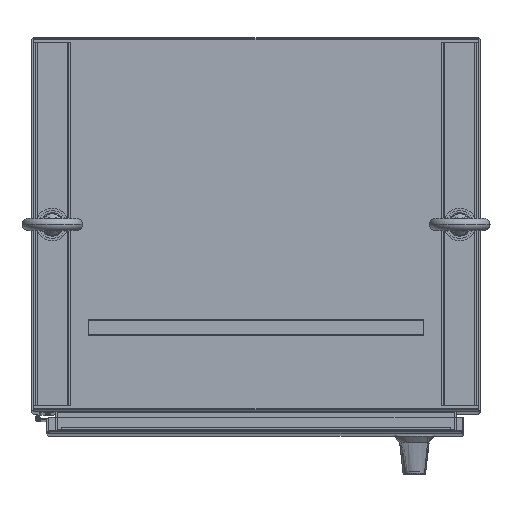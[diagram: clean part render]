
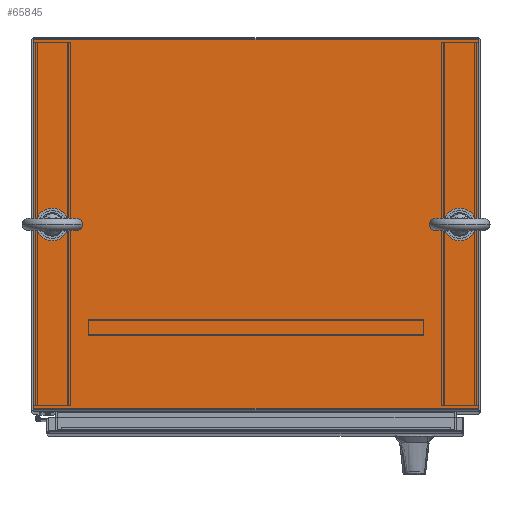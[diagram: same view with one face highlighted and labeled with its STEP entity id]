
A CAD part, top view. The second image highlights one B-rep face of the part: STEP entity #65845.
In plain terms, the highlighted planar face has unit normal (0, 0, 1).
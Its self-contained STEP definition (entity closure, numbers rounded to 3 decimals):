
#1057 = EDGE_CURVE ( 'NONE', #73792, #16629, #89308, .T. ) ;
#1179 = ORIENTED_EDGE ( 'NONE', *, *, #91959, .T. ) ;
#2083 = CARTESIAN_POINT ( 'NONE',  ( -2.31, -7.968, 90.06 ) ) ;
#2093 = DIRECTION ( 'NONE',  ( 1., 0., 0. ) ) ;
#8202 = PLANE ( 'NONE',  #91740 ) ;
#9080 = DIRECTION ( 'NONE',  ( 1., 0., 0. ) ) ;
#10355 = CARTESIAN_POINT ( 'NONE',  ( -24.18, -7.968, 90.06 ) ) ;
#12128 = AXIS2_PLACEMENT_3D ( 'NONE', #53028, #45804, #9080 ) ;
#12695 = DIRECTION ( 'NONE',  ( 1., 0., 0. ) ) ;
#14756 = CARTESIAN_POINT ( 'NONE',  ( -24.805, -17.857, 90.06 ) ) ;
#16629 = VERTEX_POINT ( 'NONE', #68773 ) ;
#17373 = DIRECTION ( 'NONE',  ( -1., 0., 0. ) ) ;
#18198 = CARTESIAN_POINT ( 'NONE',  ( -24.805, 2., 90.06 ) ) ;
#21052 = ORIENTED_EDGE ( 'NONE', *, *, #80972, .T. ) ;
#22592 = CARTESIAN_POINT ( 'NONE',  ( -24.805, -18., 90.06 ) ) ;
#22913 = VECTOR ( 'NONE', #46289, 39.37 ) ;
#23463 = ORIENTED_EDGE ( 'NONE', *, *, #1057, .T. ) ;
#24016 = CIRCLE ( 'NONE', #65643, 0.375 ) ;
#24584 = AXIS2_PLACEMENT_3D ( 'NONE', #37075, #90934, #2093 ) ;
#27310 = CARTESIAN_POINT ( 'NONE',  ( -1.935, -7.968, 90.06 ) ) ;
#28454 = DIRECTION ( 'NONE',  ( 0., 1., 0. ) ) ;
#28644 = CARTESIAN_POINT ( 'NONE',  ( -23.43, -7.968, 90.06 ) ) ;
#31416 = CIRCLE ( 'NONE', #93070, 0.375 ) ;
#32249 = EDGE_LOOP ( 'NONE', ( #1179, #53468 ) ) ;
#33616 = DIRECTION ( 'NONE',  ( 0., 0., -1. ) ) ;
#35253 = CIRCLE ( 'NONE', #12128, 0.375 ) ;
#37075 = CARTESIAN_POINT ( 'NONE',  ( -1.935, -7.968, 90.06 ) ) ;
#38640 = FACE_BOUND ( 'NONE', #77824, .T. ) ;
#39763 = EDGE_CURVE ( 'NONE', #72343, #53232, #41510, .T. ) ;
#40012 = LINE ( 'NONE', #46776, #22913 ) ;
#41358 = ORIENTED_EDGE ( 'NONE', *, *, #66932, .T. ) ;
#41510 = LINE ( 'NONE', #48749, #94295 ) ;
#43141 = CARTESIAN_POINT ( 'NONE',  ( -24.805, -18., 90.06 ) ) ;
#45804 = DIRECTION ( 'NONE',  ( 0., 0., -1. ) ) ;
#46289 = DIRECTION ( 'NONE',  ( 1., 0., 0. ) ) ;
#46776 = CARTESIAN_POINT ( 'NONE',  ( -24.805, -17.857, 90.06 ) ) ;
#48483 = EDGE_LOOP ( 'NONE', ( #83152, #41358, #21052, #49326 ) ) ;
#48749 = CARTESIAN_POINT ( 'NONE',  ( -0.935, -18., 90.06 ) ) ;
#49326 = ORIENTED_EDGE ( 'NONE', *, *, #73143, .T. ) ;
#49403 = DIRECTION ( 'NONE',  ( 0., 0., -1. ) ) ;
#50373 = FACE_BOUND ( 'NONE', #32249, .T. ) ;
#52988 = LINE ( 'NONE', #22592, #87049 ) ;
#53028 = CARTESIAN_POINT ( 'NONE',  ( -23.805, -7.968, 90.06 ) ) ;
#53232 = VERTEX_POINT ( 'NONE', #91870 ) ;
#53468 = ORIENTED_EDGE ( 'NONE', *, *, #85530, .T. ) ;
#54069 = LINE ( 'NONE', #83519, #85531 ) ;
#54848 = DIRECTION ( 'NONE',  ( 1., 0., 0. ) ) ;
#62992 = VERTEX_POINT ( 'NONE', #18198 ) ;
#65643 = AXIS2_PLACEMENT_3D ( 'NONE', #27310, #33616, #54848 ) ;
#65845 = ADVANCED_FACE ( 'NONE', ( #87530, #38640, #50373 ), #8202, .T. ) ;
#66932 = EDGE_CURVE ( 'NONE', #53232, #62992, #54069, .T. ) ;
#67126 = DIRECTION ( 'NONE',  ( 1., 0., 0. ) ) ;
#68773 = CARTESIAN_POINT ( 'NONE',  ( -1.56, -7.968, 90.06 ) ) ;
#71206 = CARTESIAN_POINT ( 'NONE',  ( -0.935, -17.857, 90.06 ) ) ;
#72070 = CARTESIAN_POINT ( 'NONE',  ( -23.805, -7.968, 90.06 ) ) ;
#72343 = VERTEX_POINT ( 'NONE', #71206 ) ;
#72573 = DIRECTION ( 'NONE',  ( 0., 0., 1. ) ) ;
#73143 = EDGE_CURVE ( 'NONE', #89414, #72343, #40012, .T. ) ;
#73792 = VERTEX_POINT ( 'NONE', #2083 ) ;
#77824 = EDGE_LOOP ( 'NONE', ( #95174, #23463 ) ) ;
#80972 = EDGE_CURVE ( 'NONE', #62992, #89414, #52988, .T. ) ;
#83152 = ORIENTED_EDGE ( 'NONE', *, *, #39763, .T. ) ;
#83519 = CARTESIAN_POINT ( 'NONE',  ( -24.805, 2., 90.06 ) ) ;
#85418 = VERTEX_POINT ( 'NONE', #28644 ) ;
#85530 = EDGE_CURVE ( 'NONE', #89455, #85418, #31416, .T. ) ;
#85531 = VECTOR ( 'NONE', #17373, 39.37 ) ;
#87049 = VECTOR ( 'NONE', #88751, 39.37 ) ;
#87530 = FACE_OUTER_BOUND ( 'NONE', #48483, .T. ) ;
#87612 = EDGE_CURVE ( 'NONE', #16629, #73792, #24016, .T. ) ;
#88751 = DIRECTION ( 'NONE',  ( 0., -1., 0. ) ) ;
#89308 = CIRCLE ( 'NONE', #24584, 0.375 ) ;
#89414 = VERTEX_POINT ( 'NONE', #14756 ) ;
#89455 = VERTEX_POINT ( 'NONE', #10355 ) ;
#90934 = DIRECTION ( 'NONE',  ( 0., 0., -1. ) ) ;
#91740 = AXIS2_PLACEMENT_3D ( 'NONE', #43141, #72573, #67126 ) ;
#91870 = CARTESIAN_POINT ( 'NONE',  ( -0.935, 2., 90.06 ) ) ;
#91959 = EDGE_CURVE ( 'NONE', #85418, #89455, #35253, .T. ) ;
#93070 = AXIS2_PLACEMENT_3D ( 'NONE', #72070, #49403, #12695 ) ;
#94295 = VECTOR ( 'NONE', #28454, 39.37 ) ;
#95174 = ORIENTED_EDGE ( 'NONE', *, *, #87612, .T. ) ;
